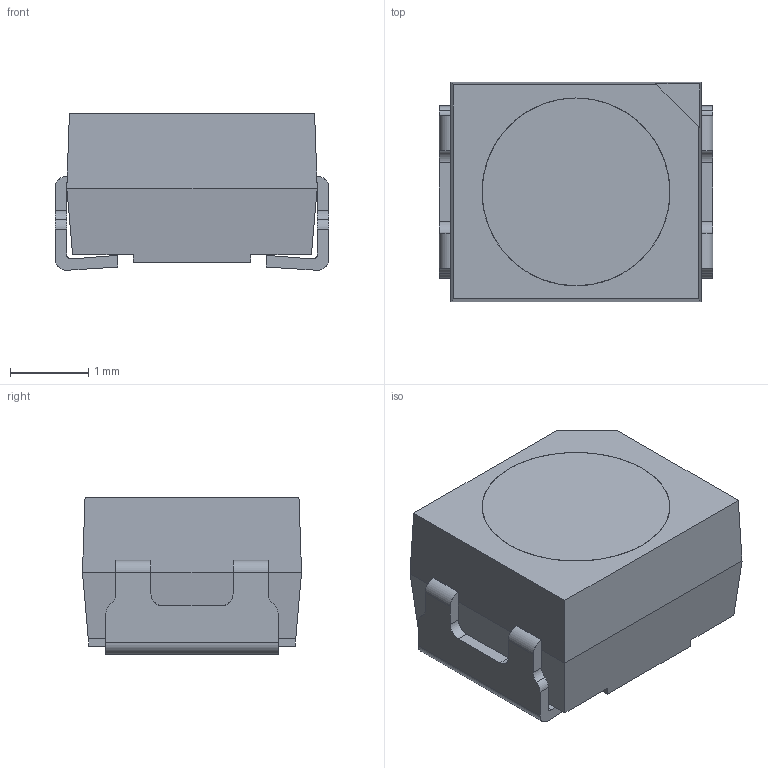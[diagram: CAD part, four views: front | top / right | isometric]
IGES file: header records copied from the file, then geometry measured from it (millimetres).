
Start section: SolidWorks IGES file using analytic representation for surfaces
Global section: file name: Assem2.IGS; native system: SolidWorks 2015; preprocessor: SolidWorks 2015; author: j45910; date: 170425.133925; units: inch
Bounding box: 3.5 x 2.8 x 2 mm (x, y, z)
Surface area: 63.4 mm2 (no closed solid volume)
Topology: 0 solids, 0 shells, 73 faces, 616 edges, 616 vertices
Faces by surface type: bspline 49, revolution 24
